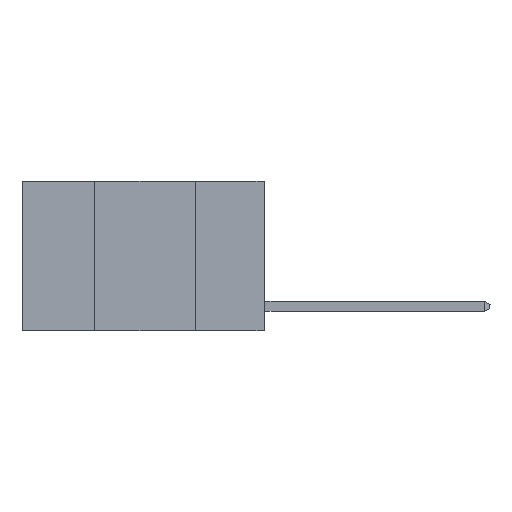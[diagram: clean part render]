
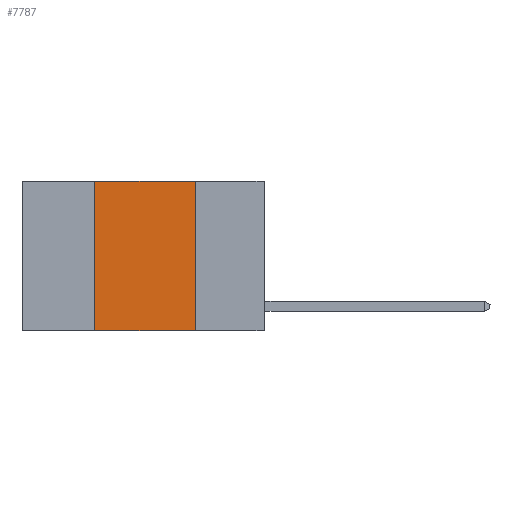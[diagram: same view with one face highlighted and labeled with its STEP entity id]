
A CAD part, left-side view. The second image highlights one B-rep face of the part: STEP entity #7787.
In plain terms, the highlighted planar face has unit normal (-1, 0, 0).
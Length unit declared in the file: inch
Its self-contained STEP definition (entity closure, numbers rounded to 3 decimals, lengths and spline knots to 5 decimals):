
#275 = CARTESIAN_POINT ( 'NONE',  ( 0., 0.42, 0. ) ) ;
#292 = DIRECTION ( 'NONE',  ( 0., -1., 0. ) ) ;
#361 = AXIS2_PLACEMENT_3D ( 'NONE', #7249, #12671, #6209 ) ;
#396 = DIRECTION ( 'NONE',  ( 0., 0., -1. ) ) ;
#408 = EDGE_CURVE ( 'NONE', #3304, #3824, #10700, .T. ) ;
#1239 = ORIENTED_EDGE ( 'NONE', *, *, #7512, .T. ) ;
#1649 = VERTEX_POINT ( 'NONE', #275 ) ;
#2183 = VECTOR ( 'NONE', #396, 39.37008 ) ;
#2847 = VECTOR ( 'NONE', #6786, 39.37008 ) ;
#3304 = VERTEX_POINT ( 'NONE', #13118 ) ;
#3779 = VECTOR ( 'NONE', #292, 39.37008 ) ;
#3824 = VERTEX_POINT ( 'NONE', #6633 ) ;
#4482 = LINE ( 'NONE', #4604, #9946 ) ;
#4604 = CARTESIAN_POINT ( 'NONE',  ( 0., 0.42, 0. ) ) ;
#5079 = PLANE ( 'NONE',  #361 ) ;
#5588 = CARTESIAN_POINT ( 'NONE',  ( 0., 0.42, -0.37 ) ) ;
#5682 = CARTESIAN_POINT ( 'NONE',  ( 0., 0.6, -0.37 ) ) ;
#5936 = LINE ( 'NONE', #5682, #2847 ) ;
#6209 = DIRECTION ( 'NONE',  ( 0., 0., -1. ) ) ;
#6575 = EDGE_LOOP ( 'NONE', ( #7762, #8631, #9176, #1239 ) ) ;
#6633 = CARTESIAN_POINT ( 'NONE',  ( 0., 0.17, -0.37 ) ) ;
#6786 = DIRECTION ( 'NONE',  ( 0., -1., 0. ) ) ;
#7249 = CARTESIAN_POINT ( 'NONE',  ( 0., 0.6, 0. ) ) ;
#7476 = VERTEX_POINT ( 'NONE', #5588 ) ;
#7512 = EDGE_CURVE ( 'NONE', #7476, #3824, #5936, .T. ) ;
#7595 = FACE_OUTER_BOUND ( 'NONE', #6575, .T. ) ;
#7762 = ORIENTED_EDGE ( 'NONE', *, *, #408, .F. ) ;
#7787 = ADVANCED_FACE ( 'NONE', ( #7595 ), #5079, .F. ) ;
#8147 = CARTESIAN_POINT ( 'NONE',  ( 0., 0.6, 0. ) ) ;
#8631 = ORIENTED_EDGE ( 'NONE', *, *, #11610, .F. ) ;
#9176 = ORIENTED_EDGE ( 'NONE', *, *, #13995, .F. ) ;
#9641 = LINE ( 'NONE', #8147, #3779 ) ;
#9946 = VECTOR ( 'NONE', #11148, 39.37008 ) ;
#10700 = LINE ( 'NONE', #11505, #2183 ) ;
#11148 = DIRECTION ( 'NONE',  ( 0., 0., 1. ) ) ;
#11505 = CARTESIAN_POINT ( 'NONE',  ( 0., 0.17, 0. ) ) ;
#11610 = EDGE_CURVE ( 'NONE', #1649, #3304, #9641, .T. ) ;
#12671 = DIRECTION ( 'NONE',  ( 1., 0., 0. ) ) ;
#13118 = CARTESIAN_POINT ( 'NONE',  ( 0., 0.17, 0. ) ) ;
#13995 = EDGE_CURVE ( 'NONE', #7476, #1649, #4482, .T. ) ;
